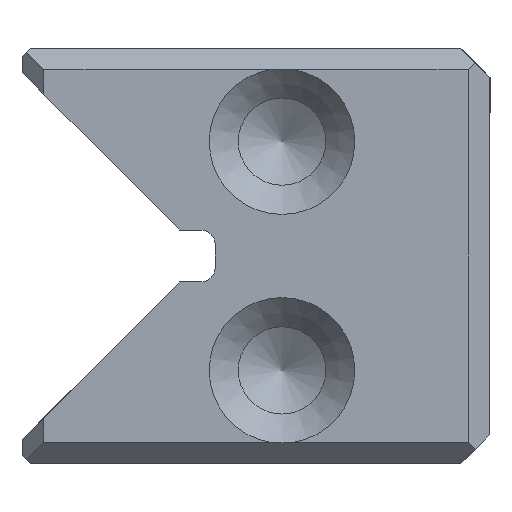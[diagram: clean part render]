
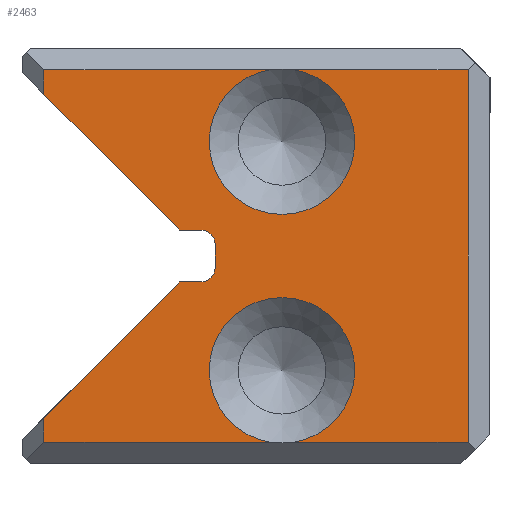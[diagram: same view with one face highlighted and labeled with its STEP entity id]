
A CAD part, left-side view. The second image highlights one B-rep face of the part: STEP entity #2463.
In plain terms, the highlighted planar face has unit normal (-1, 0, 0).
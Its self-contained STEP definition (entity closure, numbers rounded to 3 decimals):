
#2154=FACE_OUTER_BOUND('',#3525,.T.);
#2463=ADVANCED_FACE('',(#2154),#2837,.T.);
#2837=PLANE('',#8793);
#3079=CIRCLE('',#8789,3.5);
#3080=CIRCLE('',#8790,3.5);
#3081=CIRCLE('',#8791,0.7);
#3082=CIRCLE('',#8792,0.7);
#3525=EDGE_LOOP('',(#4216,#4217,#4218,#4219,#4220,#4221,#4222,#4223,#4224,
#4225,#4226,#4227,#4228,#4229,#4230,#4231));
#4216=ORIENTED_EDGE('',*,*,#6739,.F.);
#4217=ORIENTED_EDGE('',*,*,#6740,.T.);
#4218=ORIENTED_EDGE('',*,*,#6741,.T.);
#4219=ORIENTED_EDGE('',*,*,#6742,.T.);
#4220=ORIENTED_EDGE('',*,*,#6743,.T.);
#4221=ORIENTED_EDGE('',*,*,#6744,.T.);
#4222=ORIENTED_EDGE('',*,*,#6745,.T.);
#4223=ORIENTED_EDGE('',*,*,#6746,.T.);
#4224=ORIENTED_EDGE('',*,*,#6747,.T.);
#4225=ORIENTED_EDGE('',*,*,#6748,.T.);
#4226=ORIENTED_EDGE('',*,*,#6749,.T.);
#4227=ORIENTED_EDGE('',*,*,#6750,.T.);
#4228=ORIENTED_EDGE('',*,*,#6751,.F.);
#4229=ORIENTED_EDGE('',*,*,#6752,.F.);
#4230=ORIENTED_EDGE('',*,*,#6753,.T.);
#4231=ORIENTED_EDGE('',*,*,#6754,.T.);
#6092=VERTEX_POINT('',#11255);
#6093=VERTEX_POINT('',#11256);
#6094=VERTEX_POINT('',#11258);
#6095=VERTEX_POINT('',#11260);
#6096=VERTEX_POINT('',#11262);
#6097=VERTEX_POINT('',#11264);
#6098=VERTEX_POINT('',#11266);
#6099=VERTEX_POINT('',#11268);
#6100=VERTEX_POINT('',#11270);
#6101=VERTEX_POINT('',#11272);
#6102=VERTEX_POINT('',#11274);
#6103=VERTEX_POINT('',#11276);
#6104=VERTEX_POINT('',#11278);
#6105=VERTEX_POINT('',#11280);
#6106=VERTEX_POINT('',#11282);
#6107=VERTEX_POINT('',#11284);
#6739=EDGE_CURVE('',#6092,#6093,#3079,.T.);
#6740=EDGE_CURVE('',#6092,#6094,#7592,.T.);
#6741=EDGE_CURVE('',#6094,#6095,#7593,.T.);
#6742=EDGE_CURVE('',#6095,#6096,#7594,.T.);
#6743=EDGE_CURVE('',#6096,#6097,#3080,.T.);
#6744=EDGE_CURVE('',#6097,#6098,#7595,.T.);
#6745=EDGE_CURVE('',#6098,#6099,#7596,.T.);
#6746=EDGE_CURVE('',#6099,#6100,#7597,.T.);
#6747=EDGE_CURVE('',#6100,#6101,#7598,.T.);
#6748=EDGE_CURVE('',#6101,#6102,#3081,.T.);
#6749=EDGE_CURVE('',#6102,#6103,#7599,.T.);
#6750=EDGE_CURVE('',#6103,#6104,#3082,.T.);
#6751=EDGE_CURVE('',#6105,#6104,#7600,.T.);
#6752=EDGE_CURVE('',#6106,#6105,#7601,.T.);
#6753=EDGE_CURVE('',#6106,#6107,#7602,.T.);
#6754=EDGE_CURVE('',#6107,#6093,#7603,.T.);
#7592=LINE('',#11257,#8267);
#7593=LINE('',#11259,#8268);
#7594=LINE('',#11261,#8269);
#7595=LINE('',#11265,#8270);
#7596=LINE('',#11267,#8271);
#7597=LINE('',#11269,#8272);
#7598=LINE('',#11271,#8273);
#7599=LINE('',#11275,#8274);
#7600=LINE('',#11279,#8275);
#7601=LINE('',#11281,#8276);
#7602=LINE('',#11283,#8277);
#7603=LINE('',#11285,#8278);
#8267=VECTOR('',#9321,1.);
#8268=VECTOR('',#9322,1.);
#8269=VECTOR('',#9323,1.);
#8270=VECTOR('',#9326,1.);
#8271=VECTOR('',#9327,1.);
#8272=VECTOR('',#9328,1.);
#8273=VECTOR('',#9329,1.);
#8274=VECTOR('',#9332,1.);
#8275=VECTOR('',#9335,1.);
#8276=VECTOR('',#9336,1.);
#8277=VECTOR('',#9337,1.);
#8278=VECTOR('',#9338,1.);
#8789=AXIS2_PLACEMENT_3D('',#11254,#9319,#9320);
#8790=AXIS2_PLACEMENT_3D('',#11263,#9324,#9325);
#8791=AXIS2_PLACEMENT_3D('',#11273,#9330,#9331);
#8792=AXIS2_PLACEMENT_3D('',#11277,#9333,#9334);
#8793=AXIS2_PLACEMENT_3D('',#11286,#9339,#9340);
#9319=DIRECTION('',(-1.,0.,0.));
#9320=DIRECTION('',(0.,0.,1.));
#9321=DIRECTION('',(0.,-1.,0.));
#9322=DIRECTION('',(0.,0.,1.));
#9323=DIRECTION('',(0.,1.,0.));
#9324=DIRECTION('',(1.,0.,0.));
#9325=DIRECTION('',(0.,0.,-1.));
#9326=DIRECTION('',(0.,1.,0.));
#9327=DIRECTION('',(0.,0.,-1.));
#9328=DIRECTION('',(0.,-0.707,-0.707));
#9329=DIRECTION('',(0.,-1.,0.));
#9330=DIRECTION('',(1.,0.,0.));
#9331=DIRECTION('',(0.,0.,1.));
#9332=DIRECTION('',(0.,0.,-1.));
#9333=DIRECTION('',(1.,0.,0.));
#9334=DIRECTION('',(0.,0.,1.));
#9335=DIRECTION('',(0.,-1.,0.));
#9336=DIRECTION('',(0.,-0.707,0.707));
#9337=DIRECTION('',(0.,0.,-1.));
#9338=DIRECTION('',(0.,-1.,0.));
#9339=DIRECTION('',(-1.,0.,0.));
#9340=DIRECTION('',(0.,0.,-1.));
#11254=CARTESIAN_POINT('',(0.,10.,4.5));
#11255=CARTESIAN_POINT('',(0.,9.411,1.05));
#11256=CARTESIAN_POINT('',(0.,10.589,1.05));
#11257=CARTESIAN_POINT('',(0.,11.25,1.05));
#11258=CARTESIAN_POINT('',(0.,1.05,1.05));
#11259=CARTESIAN_POINT('',(0.,1.05,0.));
#11260=CARTESIAN_POINT('',(0.,1.05,18.95));
#11261=CARTESIAN_POINT('',(0.,11.25,18.95));
#11262=CARTESIAN_POINT('',(0.,9.411,18.95));
#11263=CARTESIAN_POINT('',(0.,10.,15.5));
#11264=CARTESIAN_POINT('',(0.,10.589,18.95));
#11265=CARTESIAN_POINT('',(0.,11.25,18.95));
#11266=CARTESIAN_POINT('',(0.,21.45,18.95));
#11267=CARTESIAN_POINT('',(0.,21.45,0.));
#11268=CARTESIAN_POINT('',(0.,21.45,17.778));
#11269=CARTESIAN_POINT('',(0.,22.5,18.828));
#11270=CARTESIAN_POINT('',(0.,14.922,11.25));
#11271=CARTESIAN_POINT('',(0.,13.2,11.25));
#11272=CARTESIAN_POINT('',(0.,13.9,11.25));
#11273=CARTESIAN_POINT('',(0.,13.9,10.55));
#11274=CARTESIAN_POINT('',(0.,13.2,10.55));
#11275=CARTESIAN_POINT('',(0.,13.2,11.25));
#11276=CARTESIAN_POINT('',(0.,13.2,9.45));
#11277=CARTESIAN_POINT('',(0.,13.9,9.45));
#11278=CARTESIAN_POINT('',(0.,13.9,8.75));
#11279=CARTESIAN_POINT('',(0.,13.2,8.75));
#11280=CARTESIAN_POINT('',(0.,14.922,8.75));
#11281=CARTESIAN_POINT('',(0.,22.5,1.172));
#11282=CARTESIAN_POINT('',(0.,21.45,2.222));
#11283=CARTESIAN_POINT('',(0.,21.45,0.));
#11284=CARTESIAN_POINT('',(0.,21.45,1.05));
#11285=CARTESIAN_POINT('',(0.,11.25,1.05));
#11286=CARTESIAN_POINT('',(0.,11.25,0.));
